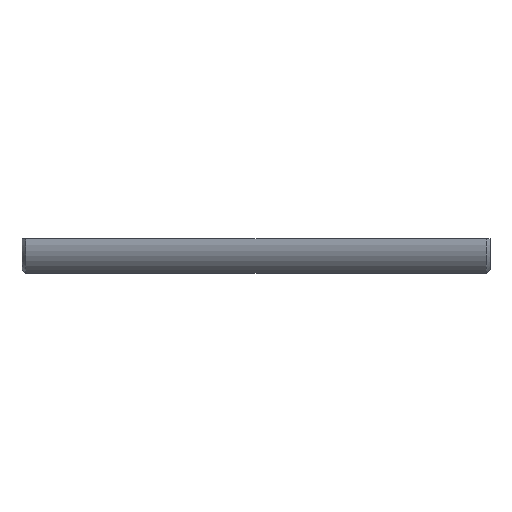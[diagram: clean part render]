
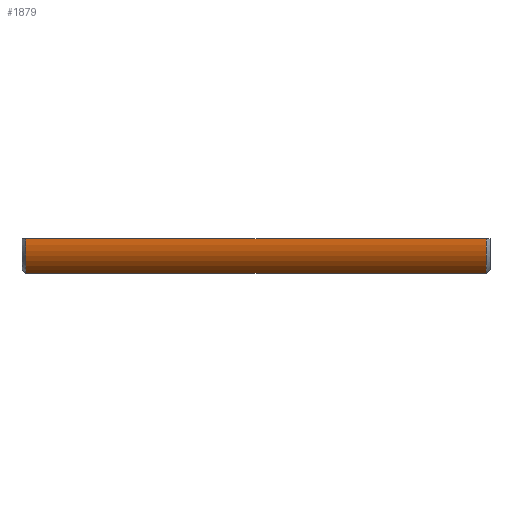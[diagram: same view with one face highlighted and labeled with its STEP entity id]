
A CAD part, front view. The second image highlights one B-rep face of the part: STEP entity #1879.
In plain terms, the highlighted cylindrical face has radius 12.25 mm (diameter 24.5 mm), a partial arc.
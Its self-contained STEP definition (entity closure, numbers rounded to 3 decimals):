
#915 = PLANE('',#916);
#916 = AXIS2_PLACEMENT_3D('',#917,#918,#919);
#917 = CARTESIAN_POINT('',(0.,80.,0.));
#918 = DIRECTION('',(0.,0.,-1.));
#919 = DIRECTION('',(1.,0.,0.));
#1033 = CONICAL_SURFACE('',#1034,12.25,0.785);
#1034 = AXIS2_PLACEMENT_3D('',#1035,#1036,#1037);
#1035 = CARTESIAN_POINT('',(1.1,80.,0.));
#1036 = DIRECTION('',(1.,0.,0.));
#1037 = DIRECTION('',(0.,-0.479,0.878));
#1169 = CONICAL_SURFACE('',#1170,12.25,0.785);
#1170 = AXIS2_PLACEMENT_3D('',#1171,#1172,#1173);
#1171 = CARTESIAN_POINT('',(145.04,80.,0.));
#1172 = DIRECTION('',(-1.,-0.,-0.));
#1173 = DIRECTION('',(0.,-0.479,0.878));
#1399 = VERTEX_POINT('',#1400);
#1400 = CARTESIAN_POINT('',(145.04,67.75,0.));
#1421 = EDGE_CURVE('',#1399,#1422,#1424,.T.);
#1422 = VERTEX_POINT('',#1423);
#1423 = CARTESIAN_POINT('',(1.1,67.75,0.));
#1424 = SURFACE_CURVE('',#1425,(#1429,#1436),.PCURVE_S1.);
#1425 = LINE('',#1426,#1427);
#1426 = CARTESIAN_POINT('',(0.,67.75,0.));
#1427 = VECTOR('',#1428,1.);
#1428 = DIRECTION('',(-1.,0.,0.));
#1429 = PCURVE('',#915,#1430);
#1430 = DEFINITIONAL_REPRESENTATION('',(#1431),#1435);
#1431 = LINE('',#1432,#1433);
#1432 = CARTESIAN_POINT('',(0.,12.25));
#1433 = VECTOR('',#1434,1.);
#1434 = DIRECTION('',(-1.,0.));
#1435 = ( GEOMETRIC_REPRESENTATION_CONTEXT(2) 
PARAMETRIC_REPRESENTATION_CONTEXT() REPRESENTATION_CONTEXT('2D SPACE',''
  ) );
#1436 = PCURVE('',#1437,#1442);
#1437 = CYLINDRICAL_SURFACE('',#1438,12.25);
#1438 = AXIS2_PLACEMENT_3D('',#1439,#1440,#1441);
#1439 = CARTESIAN_POINT('',(0.,80.,0.));
#1440 = DIRECTION('',(-1.,0.,0.));
#1441 = DIRECTION('',(0.,-0.479,0.878));
#1442 = DEFINITIONAL_REPRESENTATION('',(#1443),#1447);
#1443 = LINE('',#1444,#1445);
#1444 = CARTESIAN_POINT('',(-1.071,0.));
#1445 = VECTOR('',#1446,1.);
#1446 = DIRECTION('',(-0.,1.));
#1447 = ( GEOMETRIC_REPRESENTATION_CONTEXT(2) 
PARAMETRIC_REPRESENTATION_CONTEXT() REPRESENTATION_CONTEXT('2D SPACE',''
  ) );
#1587 = VERTEX_POINT('',#1588);
#1588 = CARTESIAN_POINT('',(1.1,74.126,-10.75));
#1602 = PLANE('',#1603);
#1603 = AXIS2_PLACEMENT_3D('',#1604,#1605,#1606);
#1604 = CARTESIAN_POINT('',(0.,85.874,-10.75));
#1605 = DIRECTION('',(0.,0.,-1.));
#1606 = DIRECTION('',(0.,-1.,0.));
#1644 = EDGE_CURVE('',#1422,#1587,#1645,.T.);
#1645 = SURFACE_CURVE('',#1646,(#1651,#1658),.PCURVE_S1.);
#1646 = CIRCLE('',#1647,12.25);
#1647 = AXIS2_PLACEMENT_3D('',#1648,#1649,#1650);
#1648 = CARTESIAN_POINT('',(1.1,80.,0.));
#1649 = DIRECTION('',(1.,0.,0.));
#1650 = DIRECTION('',(0.,-0.479,0.878));
#1651 = PCURVE('',#1033,#1652);
#1652 = DEFINITIONAL_REPRESENTATION('',(#1653),#1657);
#1653 = LINE('',#1654,#1655);
#1654 = CARTESIAN_POINT('',(0.,-0.));
#1655 = VECTOR('',#1656,1.);
#1656 = DIRECTION('',(1.,-0.));
#1657 = ( GEOMETRIC_REPRESENTATION_CONTEXT(2) 
PARAMETRIC_REPRESENTATION_CONTEXT() REPRESENTATION_CONTEXT('2D SPACE',''
  ) );
#1658 = PCURVE('',#1437,#1659);
#1659 = DEFINITIONAL_REPRESENTATION('',(#1660),#1664);
#1660 = LINE('',#1661,#1662);
#1661 = CARTESIAN_POINT('',(-0.,-1.1));
#1662 = VECTOR('',#1663,1.);
#1663 = DIRECTION('',(-1.,0.));
#1664 = ( GEOMETRIC_REPRESENTATION_CONTEXT(2) 
PARAMETRIC_REPRESENTATION_CONTEXT() REPRESENTATION_CONTEXT('2D SPACE',''
  ) );
#1727 = VERTEX_POINT('',#1728);
#1728 = CARTESIAN_POINT('',(145.04,74.126,-10.75));
#1779 = EDGE_CURVE('',#1399,#1727,#1780,.T.);
#1780 = SURFACE_CURVE('',#1781,(#1786,#1793),.PCURVE_S1.);
#1781 = CIRCLE('',#1782,12.25);
#1782 = AXIS2_PLACEMENT_3D('',#1783,#1784,#1785);
#1783 = CARTESIAN_POINT('',(145.04,80.,0.));
#1784 = DIRECTION('',(1.,0.,0.));
#1785 = DIRECTION('',(0.,-0.479,0.878));
#1786 = PCURVE('',#1169,#1787);
#1787 = DEFINITIONAL_REPRESENTATION('',(#1788),#1792);
#1788 = LINE('',#1789,#1790);
#1789 = CARTESIAN_POINT('',(-0.,-0.));
#1790 = VECTOR('',#1791,1.);
#1791 = DIRECTION('',(-1.,-0.));
#1792 = ( GEOMETRIC_REPRESENTATION_CONTEXT(2) 
PARAMETRIC_REPRESENTATION_CONTEXT() REPRESENTATION_CONTEXT('2D SPACE',''
  ) );
#1793 = PCURVE('',#1437,#1794);
#1794 = DEFINITIONAL_REPRESENTATION('',(#1795),#1799);
#1795 = LINE('',#1796,#1797);
#1796 = CARTESIAN_POINT('',(-0.,-145.04));
#1797 = VECTOR('',#1798,1.);
#1798 = DIRECTION('',(-1.,0.));
#1799 = ( GEOMETRIC_REPRESENTATION_CONTEXT(2) 
PARAMETRIC_REPRESENTATION_CONTEXT() REPRESENTATION_CONTEXT('2D SPACE',''
  ) );
#1879 = ADVANCED_FACE('',(#1880),#1437,.T.);
#1880 = FACE_BOUND('',#1881,.F.);
#1881 = EDGE_LOOP('',(#1882,#1883,#1884,#1885));
#1882 = ORIENTED_EDGE('',*,*,#1644,.F.);
#1883 = ORIENTED_EDGE('',*,*,#1421,.F.);
#1884 = ORIENTED_EDGE('',*,*,#1779,.T.);
#1885 = ORIENTED_EDGE('',*,*,#1886,.F.);
#1886 = EDGE_CURVE('',#1587,#1727,#1887,.T.);
#1887 = SURFACE_CURVE('',#1888,(#1892,#1899),.PCURVE_S1.);
#1888 = LINE('',#1889,#1890);
#1889 = CARTESIAN_POINT('',(0.,74.126,-10.75));
#1890 = VECTOR('',#1891,1.);
#1891 = DIRECTION('',(1.,0.,0.));
#1892 = PCURVE('',#1437,#1893);
#1893 = DEFINITIONAL_REPRESENTATION('',(#1894),#1898);
#1894 = LINE('',#1895,#1896);
#1895 = CARTESIAN_POINT('',(-2.141,0.));
#1896 = VECTOR('',#1897,1.);
#1897 = DIRECTION('',(-0.,-1.));
#1898 = ( GEOMETRIC_REPRESENTATION_CONTEXT(2) 
PARAMETRIC_REPRESENTATION_CONTEXT() REPRESENTATION_CONTEXT('2D SPACE',''
  ) );
#1899 = PCURVE('',#1602,#1900);
#1900 = DEFINITIONAL_REPRESENTATION('',(#1901),#1905);
#1901 = LINE('',#1902,#1903);
#1902 = CARTESIAN_POINT('',(11.747,0.));
#1903 = VECTOR('',#1904,1.);
#1904 = DIRECTION('',(0.,-1.));
#1905 = ( GEOMETRIC_REPRESENTATION_CONTEXT(2) 
PARAMETRIC_REPRESENTATION_CONTEXT() REPRESENTATION_CONTEXT('2D SPACE',''
  ) );
